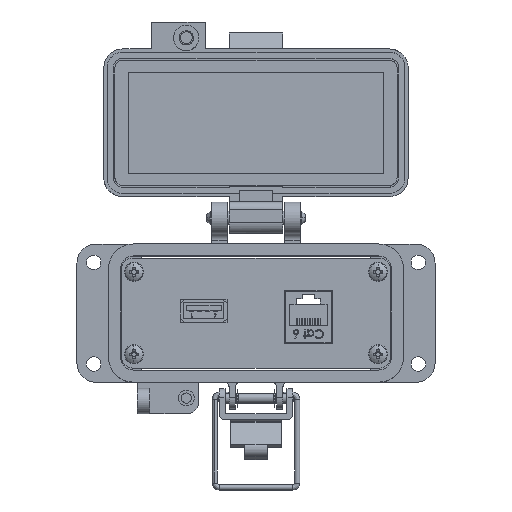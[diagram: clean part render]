
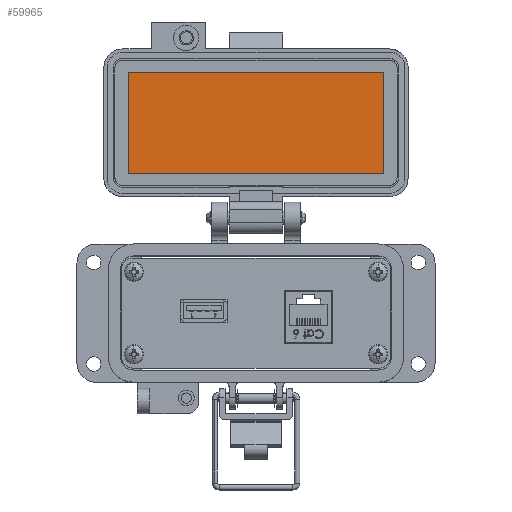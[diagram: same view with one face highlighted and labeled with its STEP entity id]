
A CAD part, top view. The second image highlights one B-rep face of the part: STEP entity #59965.
In plain terms, the highlighted planar face has unit normal (0, 0, 1).
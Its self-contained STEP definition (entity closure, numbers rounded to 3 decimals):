
#372 = VERTEX_POINT ( 'NONE', #17238 ) ;
#5569 = CARTESIAN_POINT ( 'NONE',  ( 40.25, 51.154, -25.55 ) ) ;
#6633 = LINE ( 'NONE', #47383, #73645 ) ;
#6890 = CARTESIAN_POINT ( 'NONE',  ( -40.25, 67.154, -25.55 ) ) ;
#7166 = ORIENTED_EDGE ( 'NONE', *, *, #25541, .F. ) ;
#9354 = CARTESIAN_POINT ( 'NONE',  ( -8.5, 67.154, -25.55 ) ) ;
#14490 = CARTESIAN_POINT ( 'NONE',  ( 40.25, 67.154, -25.55 ) ) ;
#16441 = EDGE_CURVE ( 'NONE', #32655, #64780, #61802, .T. ) ;
#17238 = CARTESIAN_POINT ( 'NONE',  ( 40.25, 83.154, -25.55 ) ) ;
#18097 = LINE ( 'NONE', #6890, #43188 ) ;
#19011 = LINE ( 'NONE', #14490, #38427 ) ;
#24457 = DIRECTION ( 'NONE',  ( 0., 1., 0. ) ) ;
#25495 = VECTOR ( 'NONE', #61451, 1000. ) ;
#25541 = EDGE_CURVE ( 'NONE', #64780, #57146, #18097, .T. ) ;
#26510 = EDGE_CURVE ( 'NONE', #372, #32655, #19011, .T. ) ;
#27069 = ORIENTED_EDGE ( 'NONE', *, *, #16441, .F. ) ;
#28911 = CARTESIAN_POINT ( 'NONE',  ( 42., 51.154, -25.55 ) ) ;
#32655 = VERTEX_POINT ( 'NONE', #5569 ) ;
#35006 = EDGE_LOOP ( 'NONE', ( #71603, #7166, #27069, #53143 ) ) ;
#37982 = AXIS2_PLACEMENT_3D ( 'NONE', #9354, #43766, #71412 ) ;
#38427 = VECTOR ( 'NONE', #47832, 1000. ) ;
#39018 = CARTESIAN_POINT ( 'NONE',  ( -40.25, 51.154, -25.55 ) ) ;
#43188 = VECTOR ( 'NONE', #24457, 1000. ) ;
#43766 = DIRECTION ( 'NONE',  ( 0., 0., 1. ) ) ;
#46652 = DIRECTION ( 'NONE',  ( 1., 0., 0. ) ) ;
#47383 = CARTESIAN_POINT ( 'NONE',  ( -8.5, 83.154, -25.55 ) ) ;
#47832 = DIRECTION ( 'NONE',  ( 0., -1., 0. ) ) ;
#50614 = EDGE_CURVE ( 'NONE', #57146, #372, #6633, .T. ) ;
#53143 = ORIENTED_EDGE ( 'NONE', *, *, #26510, .F. ) ;
#57146 = VERTEX_POINT ( 'NONE', #59635 ) ;
#59635 = CARTESIAN_POINT ( 'NONE',  ( -40.25, 83.154, -25.55 ) ) ;
#59965 = ADVANCED_FACE ( 'NONE', ( #60935 ), #72154, .T. ) ;
#60935 = FACE_OUTER_BOUND ( 'NONE', #35006, .T. ) ;
#61451 = DIRECTION ( 'NONE',  ( -1., 0., 0. ) ) ;
#61802 = LINE ( 'NONE', #28911, #25495 ) ;
#64780 = VERTEX_POINT ( 'NONE', #39018 ) ;
#71412 = DIRECTION ( 'NONE',  ( 0., -1., 0. ) ) ;
#71603 = ORIENTED_EDGE ( 'NONE', *, *, #50614, .F. ) ;
#72154 = PLANE ( 'NONE',  #37982 ) ;
#73645 = VECTOR ( 'NONE', #46652, 1000. ) ;
